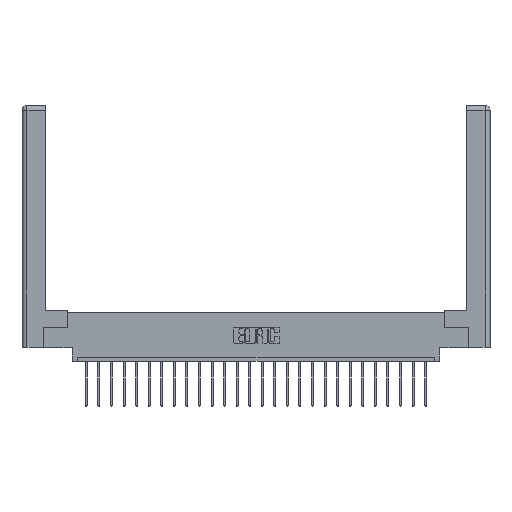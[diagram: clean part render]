
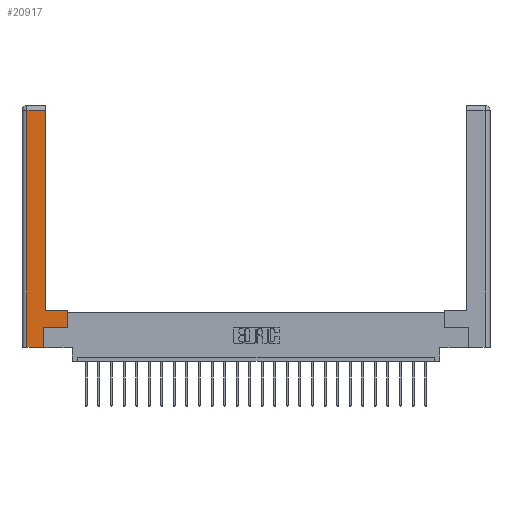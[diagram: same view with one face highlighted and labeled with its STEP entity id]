
A CAD part, top view. The second image highlights one B-rep face of the part: STEP entity #20917.
In plain terms, the highlighted planar face has unit normal (0, 0, 1).
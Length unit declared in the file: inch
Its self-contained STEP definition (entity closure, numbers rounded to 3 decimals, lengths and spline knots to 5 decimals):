
#81 = ORIENTED_EDGE ( 'NONE', *, *, #200, .T. ) ;
#200 = EDGE_CURVE ( 'NONE', #25380, #16460, #25420, .T. ) ;
#317 = DIRECTION ( 'NONE',  ( 0., 0., -1. ) ) ;
#495 = LINE ( 'NONE', #20246, #22280 ) ;
#662 = VERTEX_POINT ( 'NONE', #10019 ) ;
#873 = CARTESIAN_POINT ( 'NONE',  ( 0.0615, 0., 0. ) ) ;
#1538 = ORIENTED_EDGE ( 'NONE', *, *, #18671, .T. ) ;
#2535 = LINE ( 'NONE', #14661, #13931 ) ;
#2596 = EDGE_CURVE ( 'NONE', #14958, #4789, #3384, .T. ) ;
#3384 = LINE ( 'NONE', #8212, #22421 ) ;
#3868 = VERTEX_POINT ( 'NONE', #15578 ) ;
#4694 = FACE_OUTER_BOUND ( 'NONE', #11922, .T. ) ;
#4789 = VERTEX_POINT ( 'NONE', #873 ) ;
#5515 = CARTESIAN_POINT ( 'NONE',  ( 0.295, 2.94, 0. ) ) ;
#6086 = DIRECTION ( 'NONE',  ( -1., 0., 0. ) ) ;
#6306 = DIRECTION ( 'NONE',  ( 0., -1., 0. ) ) ;
#6390 = VERTEX_POINT ( 'NONE', #8983 ) ;
#6587 = ORIENTED_EDGE ( 'NONE', *, *, #10585, .T. ) ;
#6786 = DIRECTION ( 'NONE',  ( 1., 0., 0. ) ) ;
#6975 = DIRECTION ( 'NONE',  ( 0., 1., 0. ) ) ;
#7777 = CARTESIAN_POINT ( 'NONE',  ( 0.565, 0.245, 0. ) ) ;
#7815 = CARTESIAN_POINT ( 'NONE',  ( 0.295, 0.45, 0. ) ) ;
#7817 = CARTESIAN_POINT ( 'NONE',  ( 0.0615, 2.94, 0. ) ) ;
#7971 = CARTESIAN_POINT ( 'NONE',  ( 0.295, 3., 0. ) ) ;
#8212 = CARTESIAN_POINT ( 'NONE',  ( 0.0615, 0., 0. ) ) ;
#8983 = CARTESIAN_POINT ( 'NONE',  ( 0.265, 0.245, 0. ) ) ;
#9255 = CARTESIAN_POINT ( 'NONE',  ( 0.0615, 2.94, 0. ) ) ;
#10019 = CARTESIAN_POINT ( 'NONE',  ( 0.265, 0., 0. ) ) ;
#10466 = VECTOR ( 'NONE', #11714, 39.37008 ) ;
#10585 = EDGE_CURVE ( 'NONE', #23079, #25380, #24009, .T. ) ;
#10596 = LINE ( 'NONE', #12777, #23192 ) ;
#10865 = AXIS2_PLACEMENT_3D ( 'NONE', #16018, #317, #6086 ) ;
#11087 = LINE ( 'NONE', #7777, #10466 ) ;
#11714 = DIRECTION ( 'NONE',  ( 1., 0., 0. ) ) ;
#11922 = EDGE_LOOP ( 'NONE', ( #81, #19396, #24052, #24504, #1538, #17685, #12345, #6587 ) ) ;
#12173 = PLANE ( 'NONE',  #10865 ) ;
#12345 = ORIENTED_EDGE ( 'NONE', *, *, #23866, .T. ) ;
#12777 = CARTESIAN_POINT ( 'NONE',  ( 0.565, 0.45, 0. ) ) ;
#13385 = VECTOR ( 'NONE', #25201, 39.37008 ) ;
#13931 = VECTOR ( 'NONE', #6786, 39.37008 ) ;
#14661 = CARTESIAN_POINT ( 'NONE',  ( 0.265, 0., 0. ) ) ;
#14958 = VERTEX_POINT ( 'NONE', #7817 ) ;
#15503 = EDGE_CURVE ( 'NONE', #6390, #3868, #11087, .T. ) ;
#15578 = CARTESIAN_POINT ( 'NONE',  ( 0.565, 0.245, 0. ) ) ;
#16018 = CARTESIAN_POINT ( 'NONE',  ( 0., 0., 0. ) ) ;
#16460 = VERTEX_POINT ( 'NONE', #5515 ) ;
#17685 = ORIENTED_EDGE ( 'NONE', *, *, #15503, .T. ) ;
#18671 = EDGE_CURVE ( 'NONE', #662, #6390, #495, .T. ) ;
#19345 = EDGE_CURVE ( 'NONE', #16460, #14958, #21675, .T. ) ;
#19396 = ORIENTED_EDGE ( 'NONE', *, *, #19345, .T. ) ;
#20246 = CARTESIAN_POINT ( 'NONE',  ( 0.265, 0.245, 0. ) ) ;
#20917 = ADVANCED_FACE ( 'NONE', ( #4694 ), #12173, .F. ) ;
#21653 = DIRECTION ( 'NONE',  ( 0., 1., 0. ) ) ;
#21675 = LINE ( 'NONE', #9255, #13385 ) ;
#21841 = DIRECTION ( 'NONE',  ( -1., 0., 0. ) ) ;
#22280 = VECTOR ( 'NONE', #24205, 39.37008 ) ;
#22421 = VECTOR ( 'NONE', #6306, 39.37008 ) ;
#22796 = VECTOR ( 'NONE', #21841, 39.37008 ) ;
#22922 = CARTESIAN_POINT ( 'NONE',  ( 0.565, 0.45, 0. ) ) ;
#22962 = VECTOR ( 'NONE', #21653, 39.37008 ) ;
#23079 = VERTEX_POINT ( 'NONE', #22922 ) ;
#23192 = VECTOR ( 'NONE', #6975, 39.37008 ) ;
#23735 = CARTESIAN_POINT ( 'NONE',  ( 0.295, 0.45, 0. ) ) ;
#23866 = EDGE_CURVE ( 'NONE', #3868, #23079, #10596, .T. ) ;
#24009 = LINE ( 'NONE', #23735, #22796 ) ;
#24052 = ORIENTED_EDGE ( 'NONE', *, *, #2596, .T. ) ;
#24205 = DIRECTION ( 'NONE',  ( 0., 1., 0. ) ) ;
#24504 = ORIENTED_EDGE ( 'NONE', *, *, #25244, .T. ) ;
#25201 = DIRECTION ( 'NONE',  ( -1., 0., 0. ) ) ;
#25244 = EDGE_CURVE ( 'NONE', #4789, #662, #2535, .T. ) ;
#25380 = VERTEX_POINT ( 'NONE', #7815 ) ;
#25420 = LINE ( 'NONE', #7971, #22962 ) ;
